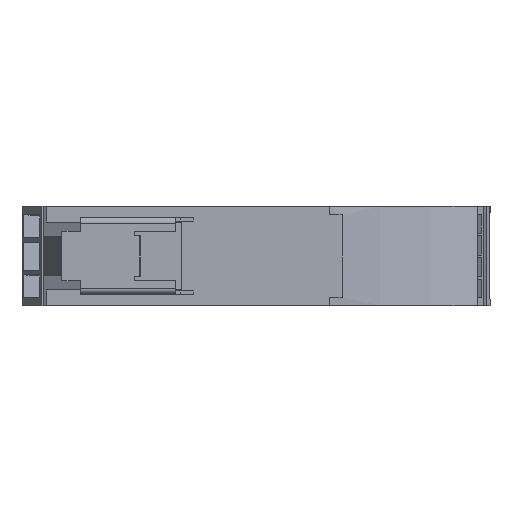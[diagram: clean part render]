
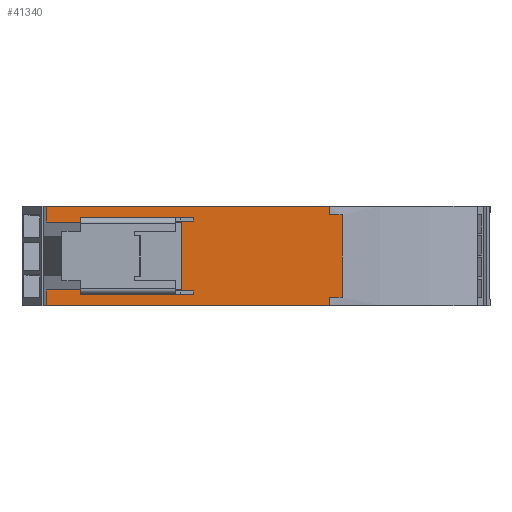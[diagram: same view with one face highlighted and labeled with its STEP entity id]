
A CAD part, front view. The second image highlights one B-rep face of the part: STEP entity #41340.
In plain terms, the highlighted planar face has unit normal (0, -1, 0).
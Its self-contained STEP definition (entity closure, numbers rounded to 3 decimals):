
#760=CARTESIAN_POINT('',(-48.769,30.8,
-8.8));
#770=VERTEX_POINT('',#760);
#800=CARTESIAN_POINT('',(0.,30.8,
-8.8));
#810=DIRECTION('',(1.,0.,0.));
#820=VECTOR('',#810,1.);
#830=LINE('',#800,#820);
#840=CARTESIAN_POINT('',(17.5,30.8,
-8.8));
#850=VERTEX_POINT('',#840);
#860=EDGE_CURVE('',#770,#850,#830,.T.);
#7020=CARTESIAN_POINT('',(17.5,30.8,
13.8));
#7030=VERTEX_POINT('',#7020);
#7060=CARTESIAN_POINT('',(0.,30.8,
13.8));
#7070=DIRECTION('',(1.,0.,0.));
#7080=VECTOR('',#7070,1.);
#7090=LINE('',#7060,#7080);
#7100=CARTESIAN_POINT('',(-48.769,30.8,
13.8));
#7110=VERTEX_POINT('',#7100);
#7120=EDGE_CURVE('',#7110,#7030,#7090,.T.);
#34110=CARTESIAN_POINT('',(-48.769,30.8,
0.));
#34120=DIRECTION('',(0.,0.,-1.));
#34130=VECTOR('',#34120,1.);
#34140=LINE('',#34110,#34130);
#34150=CARTESIAN_POINT('',(-48.769,30.8,
10.25));
#34160=VERTEX_POINT('',#34150);
#34170=EDGE_CURVE('',#7110,#34160,#34140,.T.);
#34390=CARTESIAN_POINT('',(-48.769,30.8,
-5.25));
#34400=VERTEX_POINT('',#34390);
#34430=CARTESIAN_POINT('',(-48.769,30.8,
2.5));
#34440=DIRECTION('',(0.,0.,-1.));
#34450=VECTOR('',#34440,1.);
#34460=LINE('',#34430,#34450);
#34470=EDGE_CURVE('',#34400,#770,#34460,.T.);
#40260=CARTESIAN_POINT('',(-17.95,30.8,
-5.25));
#40270=VERTEX_POINT('',#40260);
#40300=CARTESIAN_POINT('',(0.,30.8,-5.25)
);
#40310=DIRECTION('',(-1.,0.,0.));
#40320=VECTOR('',#40310,1.);
#40330=LINE('',#40300,#40320);
#40340=EDGE_CURVE('',#40270,#34400,#40330,.T.);
#40550=CARTESIAN_POINT('',(-17.95,30.8,
10.25));
#40560=VERTEX_POINT('',#40550);
#40590=CARTESIAN_POINT('',(-17.95,30.8,2.5));
#40600=DIRECTION('',(0.,0.,-1.));
#40610=VECTOR('',#40600,1.);
#40620=LINE('',#40590,#40610);
#40630=EDGE_CURVE('',#40560,#40270,#40620,.T.);
#40770=CARTESIAN_POINT('',(-44.656,30.8,
13.8));
#40780=DIRECTION('',(0.,-1.,-0.));
#40790=DIRECTION('',(-1.,0.,0.));
#40800=AXIS2_PLACEMENT_3D('',#40770,#40780,#40790);
#40810=PLANE('',#40800);
#40820=ORIENTED_EDGE('',*,*,#34470,.T.);
#40830=ORIENTED_EDGE('',*,*,#40340,.T.);
#40840=ORIENTED_EDGE('',*,*,#40630,.T.);
#40850=CARTESIAN_POINT('',(0.,30.8,
10.25));
#40860=DIRECTION('',(-1.,0.,0.));
#40870=VECTOR('',#40860,1.);
#40880=LINE('',#40850,#40870);
#40890=EDGE_CURVE('',#40560,#34160,#40880,.T.);
#40900=ORIENTED_EDGE('',*,*,#40890,.F.);
#40910=ORIENTED_EDGE('',*,*,#34170,.T.);
#40920=ORIENTED_EDGE('',*,*,#7120,.F.);
#40930=CARTESIAN_POINT('',(17.5,30.8,
5.));
#40940=DIRECTION('',(0.,0.,-1.));
#40950=VECTOR('',#40940,1.);
#40960=LINE('',#40930,#40950);
#40970=CARTESIAN_POINT('',(17.5,30.8,
11.9));
#40980=VERTEX_POINT('',#40970);
#40990=EDGE_CURVE('',#7030,#40980,#40960,.T.);
#41000=ORIENTED_EDGE('',*,*,#40990,.F.);
#41010=CARTESIAN_POINT('',(0.,30.8,
11.9));
#41020=DIRECTION('',(-1.,0.,0.));
#41030=VECTOR('',#41020,1.);
#41040=LINE('',#41010,#41030);
#41050=CARTESIAN_POINT('',(18.7,30.8,
11.9));
#41060=VERTEX_POINT('',#41050);
#41070=EDGE_CURVE('',#41060,#40980,#41040,.T.);
#41080=ORIENTED_EDGE('',*,*,#41070,.T.);
#41090=CARTESIAN_POINT('',(18.7,30.8,
0.));
#41100=DIRECTION('',(0.,0.,-1.));
#41110=VECTOR('',#41100,1.);
#41120=LINE('',#41090,#41110);
#41130=CARTESIAN_POINT('',(18.7,30.8,
-6.9));
#41140=VERTEX_POINT('',#41130);
#41150=EDGE_CURVE('',#41060,#41140,#41120,.T.);
#41160=ORIENTED_EDGE('',*,*,#41150,.F.);
#41170=CARTESIAN_POINT('',(0.,30.8,
-6.9));
#41180=DIRECTION('',(-1.,0.,0.));
#41190=VECTOR('',#41180,1.);
#41200=LINE('',#41170,#41190);
#41210=CARTESIAN_POINT('',(17.5,30.8,
-6.9));
#41220=VERTEX_POINT('',#41210);
#41230=EDGE_CURVE('',#41140,#41220,#41200,.T.);
#41240=ORIENTED_EDGE('',*,*,#41230,.F.);
#41250=CARTESIAN_POINT('',(17.5,30.8,
0.));
#41260=DIRECTION('',(0.,0.,1.));
#41270=VECTOR('',#41260,1.);
#41280=LINE('',#41250,#41270);
#41290=EDGE_CURVE('',#850,#41220,#41280,.T.);
#41300=ORIENTED_EDGE('',*,*,#41290,.T.);
#41310=ORIENTED_EDGE('',*,*,#860,.T.);
#41320=EDGE_LOOP('',(#41310,#41300,#41240,#41160,#41080,#41000,#40920,
#40910,#40900,#40840,#40830,#40820));
#41330=FACE_OUTER_BOUND('',#41320,.T.);
#41340=ADVANCED_FACE('',(#41330),#40810,.T.);
